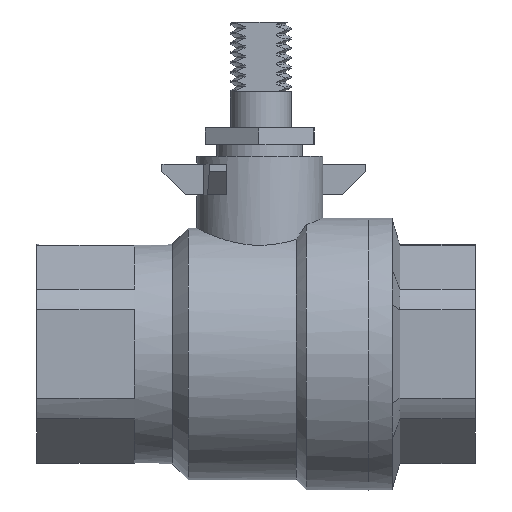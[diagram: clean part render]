
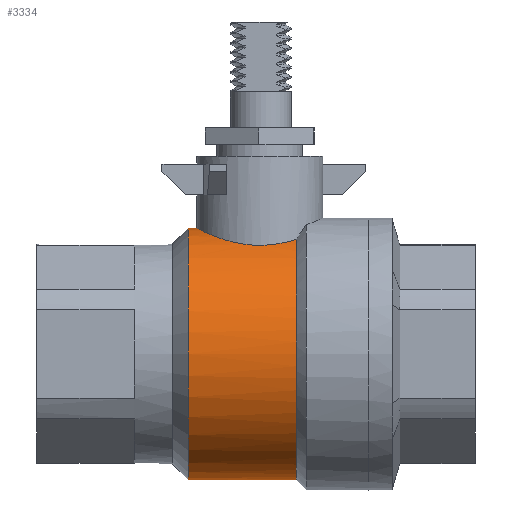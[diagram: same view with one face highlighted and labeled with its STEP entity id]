
A CAD part, front view. The second image highlights one B-rep face of the part: STEP entity #3334.
In plain terms, the highlighted cylindrical face has radius 16.275 mm (diameter 32.55 mm), a full revolution.
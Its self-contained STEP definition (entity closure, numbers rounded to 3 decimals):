
#230=FACE_OUTER_BOUND('',#430,.T.);
#430=EDGE_LOOP('',(#2428,#2429,#2430,#2431,#2432,#2433,#2434));
#604=CIRCLE('',#3581,16.275);
#605=CIRCLE('',#3582,16.275);
#606=CIRCLE('',#3583,16.275);
#714=B_SPLINE_CURVE_WITH_KNOTS('',3,(#9885,#9886,#9887,#9888,#9889,#9890,
#9891,#9892,#9893,#9894,#9895,#9896,#9897,#9898,#9899),.UNSPECIFIED.,.F.,
 .F.,(4,2,2,2,3,2,4),(-1.253,-0.94,-0.627,
-0.314,0.,0.314,0.493),
 .UNSPECIFIED.);
#715=B_SPLINE_CURVE_WITH_KNOTS('',3,(#9902,#9903,#9904,#9905,#9906,#9907,
#9908,#9909,#9910,#9911,#9912,#9913,#9914,#9915),.UNSPECIFIED.,.F.,.F.,
(4,2,2,2,2,2,4),(-3.,-2.82,-2.506,
-2.193,-1.879,-1.566,-1.253),
 .UNSPECIFIED.);
#956=LINE('',#9920,#1173);
#1173=VECTOR('',#3955,16.275);
#1404=VERTEX_POINT('',#9856);
#1409=VERTEX_POINT('',#9882);
#1410=VERTEX_POINT('',#9884);
#1411=VERTEX_POINT('',#9917);
#1412=VERTEX_POINT('',#9919);
#1788=EDGE_CURVE('',#1410,#1409,#714,.T.);
#1791=EDGE_CURVE('',#1404,#1410,#715,.T.);
#1792=EDGE_CURVE('',#1411,#1409,#604,.T.);
#1793=EDGE_CURVE('',#1411,#1412,#956,.T.);
#1794=EDGE_CURVE('',#1412,#1412,#605,.T.);
#1795=EDGE_CURVE('',#1404,#1411,#606,.T.);
#2428=ORIENTED_EDGE('',*,*,#1791,.T.);
#2429=ORIENTED_EDGE('',*,*,#1788,.T.);
#2430=ORIENTED_EDGE('',*,*,#1792,.F.);
#2431=ORIENTED_EDGE('',*,*,#1793,.T.);
#2432=ORIENTED_EDGE('',*,*,#1794,.F.);
#2433=ORIENTED_EDGE('',*,*,#1793,.F.);
#2434=ORIENTED_EDGE('',*,*,#1795,.F.);
#3235=CYLINDRICAL_SURFACE('',#3580,16.275);
#3334=ADVANCED_FACE('',(#230),#3235,.T.);
#3580=AXIS2_PLACEMENT_3D('',#9916,#3951,#3952);
#3581=AXIS2_PLACEMENT_3D('',#9918,#3953,#3954);
#3582=AXIS2_PLACEMENT_3D('',#9921,#3956,#3957);
#3583=AXIS2_PLACEMENT_3D('',#9922,#3958,#3959);
#3951=DIRECTION('center_axis',(1.,0.,0.));
#3952=DIRECTION('ref_axis',(0.,1.,0.));
#3953=DIRECTION('center_axis',(1.,0.,0.));
#3954=DIRECTION('ref_axis',(0.,1.,0.));
#3955=DIRECTION('',(-1.,0.,0.));
#3956=DIRECTION('center_axis',(-1.,0.,0.));
#3957=DIRECTION('ref_axis',(0.,1.,0.));
#3958=DIRECTION('center_axis',(1.,0.,0.));
#3959=DIRECTION('ref_axis',(0.,1.,0.));
#9856=CARTESIAN_POINT('',(33.6,-6.623,14.867));
#9882=CARTESIAN_POINT('',(33.6,6.623,14.867));
#9884=CARTESIAN_POINT('',(20.7,0.,16.275));
#9885=CARTESIAN_POINT('Ctrl Pts',(20.7,0.,16.275));
#9886=CARTESIAN_POINT('Ctrl Pts',(20.7,1.043,16.275));
#9887=CARTESIAN_POINT('Ctrl Pts',(20.912,2.143,16.166));
#9888=CARTESIAN_POINT('Ctrl Pts',(21.75,4.146,15.771));
#9889=CARTESIAN_POINT('Ctrl Pts',(22.375,5.051,15.49));
#9890=CARTESIAN_POINT('Ctrl Pts',(23.801,6.477,14.95));
#9891=CARTESIAN_POINT('Ctrl Pts',(24.705,7.1,14.652));
#9892=CARTESIAN_POINT('Ctrl Pts',(26.705,7.937,14.216));
#9893=CARTESIAN_POINT('Ctrl Pts',(27.804,8.15,14.087));
#9894=CARTESIAN_POINT('Ctrl Pts',(28.85,8.15,14.087));
#9895=CARTESIAN_POINT('Ctrl Pts',(29.896,8.15,14.087));
#9896=CARTESIAN_POINT('Ctrl Pts',(30.995,7.937,14.216));
#9897=CARTESIAN_POINT('Ctrl Pts',(32.567,7.28,14.559));
#9898=CARTESIAN_POINT('Ctrl Pts',(33.109,6.975,14.71));
#9899=CARTESIAN_POINT('Ctrl Pts',(33.6,6.623,14.867));
#9902=CARTESIAN_POINT('Ctrl Pts',(33.6,-6.623,14.867));
#9903=CARTESIAN_POINT('Ctrl Pts',(33.109,-6.975,14.71));
#9904=CARTESIAN_POINT('Ctrl Pts',(32.567,-7.28,14.559));
#9905=CARTESIAN_POINT('Ctrl Pts',(30.995,-7.937,14.216));
#9906=CARTESIAN_POINT('Ctrl Pts',(29.896,-8.15,14.087));
#9907=CARTESIAN_POINT('Ctrl Pts',(27.804,-8.15,14.087));
#9908=CARTESIAN_POINT('Ctrl Pts',(26.705,-7.937,14.216));
#9909=CARTESIAN_POINT('Ctrl Pts',(24.705,-7.1,14.652));
#9910=CARTESIAN_POINT('Ctrl Pts',(23.801,-6.477,14.95));
#9911=CARTESIAN_POINT('Ctrl Pts',(22.375,-5.051,15.49));
#9912=CARTESIAN_POINT('Ctrl Pts',(21.75,-4.146,15.771));
#9913=CARTESIAN_POINT('Ctrl Pts',(20.912,-2.143,16.166));
#9914=CARTESIAN_POINT('Ctrl Pts',(20.7,-1.043,16.275));
#9915=CARTESIAN_POINT('Ctrl Pts',(20.7,0.,16.275));
#9916=CARTESIAN_POINT('Origin',(17.6,0.,0.));
#9917=CARTESIAN_POINT('',(33.6,-16.275,0.));
#9918=CARTESIAN_POINT('Origin',(33.6,0.,0.));
#9919=CARTESIAN_POINT('',(19.6,-16.275,0.));
#9920=CARTESIAN_POINT('',(17.6,-16.275,0.));
#9921=CARTESIAN_POINT('Origin',(19.6,0.,0.));
#9922=CARTESIAN_POINT('Origin',(33.6,0.,0.));
